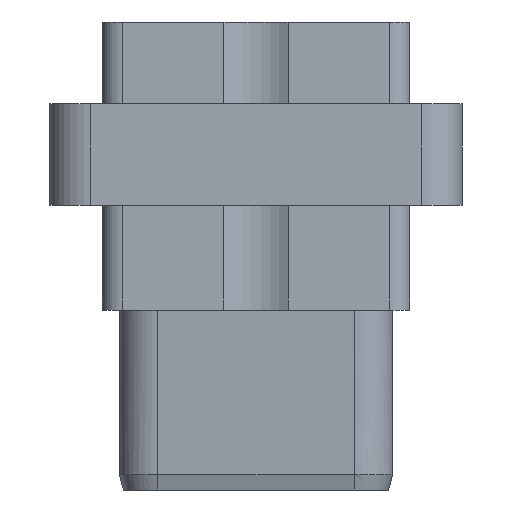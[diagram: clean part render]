
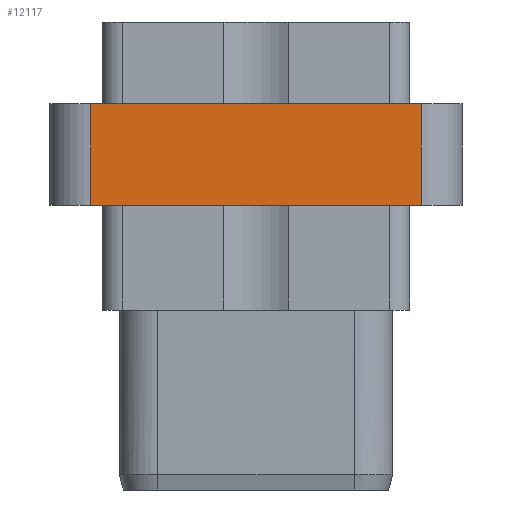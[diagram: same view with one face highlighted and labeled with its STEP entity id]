
A CAD part, left-side view. The second image highlights one B-rep face of the part: STEP entity #12117.
In plain terms, the highlighted planar face has unit normal (-1, 0, 0).
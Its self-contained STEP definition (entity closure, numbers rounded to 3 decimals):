
#5=DIRECTION('',(0.,-1.,0.));
#6=VECTOR('',#5,16.26);
#7=CARTESIAN_POINT('',(-43.95,8.13,-0.02));
#8=LINE('',#7,#6);
#89=DIRECTION('',(0.,0.,-1.));
#90=VECTOR('',#89,5.);
#91=CARTESIAN_POINT('',(-43.95,-8.13,4.98));
#92=LINE('',#91,#90);
#116=DIRECTION('',(0.,0.,-1.));
#117=VECTOR('',#116,5.);
#118=CARTESIAN_POINT('',(-43.95,8.13,4.98));
#119=LINE('',#118,#117);
#169=DIRECTION('',(0.,-1.,0.));
#170=VECTOR('',#169,16.26);
#171=CARTESIAN_POINT('',(-43.95,8.13,4.98));
#172=LINE('',#171,#170);
#9305=CARTESIAN_POINT('',(-43.95,8.13,4.98));
#9306=VERTEX_POINT('',#9305);
#9307=CARTESIAN_POINT('',(-43.95,8.13,-0.02));
#9308=VERTEX_POINT('',#9307);
#9309=CARTESIAN_POINT('',(-43.95,-8.13,4.98));
#9310=CARTESIAN_POINT('',(-43.95,-8.13,-0.02));
#9311=VERTEX_POINT('',#9309);
#9312=VERTEX_POINT('',#9310);
#12104=CARTESIAN_POINT('',(-43.95,10.13,0.));
#12105=DIRECTION('',(-1.,0.,0.));
#12106=DIRECTION('',(0.,-1.,0.));
#12107=AXIS2_PLACEMENT_3D('',#12104,#12105,#12106);
#12108=PLANE('',#12107);
#12110=ORIENTED_EDGE('',*,*,#12109,.F.);
#12112=ORIENTED_EDGE('',*,*,#12111,.T.);
#12113=ORIENTED_EDGE('',*,*,#12095,.T.);
#12114=ORIENTED_EDGE('',*,*,#12002,.F.);
#12115=EDGE_LOOP('',(#12110,#12112,#12113,#12114));
#12116=FACE_OUTER_BOUND('',#12115,.F.);
#12117=ADVANCED_FACE('',(#12116),#12108,.T.);
#12002=EDGE_CURVE('',#9308,#9312,#8,.T.);
#12095=EDGE_CURVE('',#9311,#9312,#92,.T.);
#12109=EDGE_CURVE('',#9306,#9308,#119,.T.);
#12111=EDGE_CURVE('',#9306,#9311,#172,.T.);
